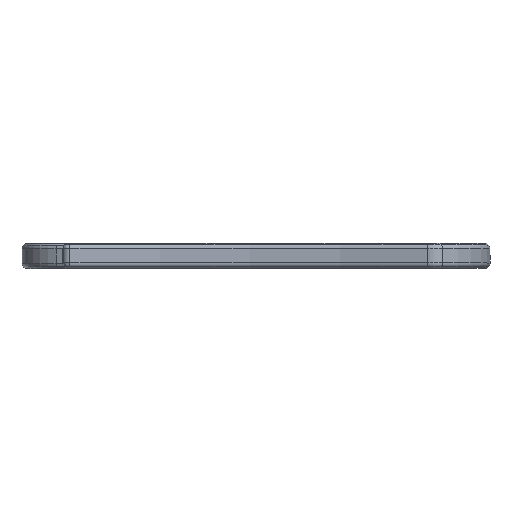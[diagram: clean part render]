
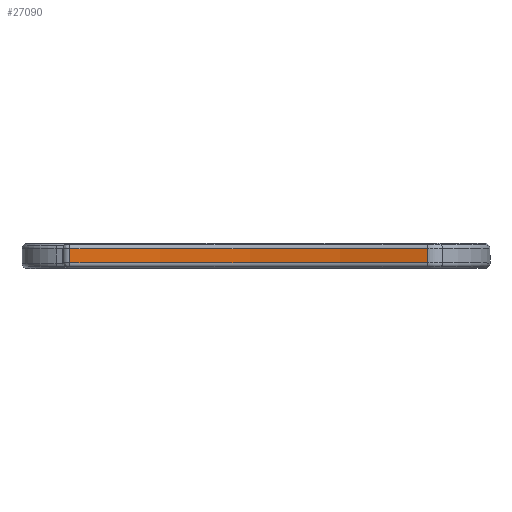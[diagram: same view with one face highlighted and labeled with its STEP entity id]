
A CAD part, top view. The second image highlights one B-rep face of the part: STEP entity #27090.
In plain terms, the highlighted cylindrical face has radius 287.356 mm (diameter 574.711 mm), a partial arc.
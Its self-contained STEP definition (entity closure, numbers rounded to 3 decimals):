
#1343=CYLINDRICAL_SURFACE('',#30022,287.356);
#2813=CIRCLE('',#29994,287.356);
#2831=CIRCLE('',#30023,287.356);
#4792=FACE_OUTER_BOUND('',#6446,.T.);
#6446=EDGE_LOOP('',(#25145,#25146,#25147,#25148));
#7961=LINE('',#53812,#9461);
#7962=LINE('',#53816,#9462);
#9461=VECTOR('',#37311,10.);
#9462=VECTOR('',#37316,10.);
#12900=VERTEX_POINT('',#53763);
#12902=VERTEX_POINT('',#53769);
#12913=VERTEX_POINT('',#53811);
#12914=VERTEX_POINT('',#53815);
#16983=EDGE_CURVE('',#12900,#12902,#2813,.T.);
#17004=EDGE_CURVE('',#12913,#12902,#7961,.T.);
#17006=EDGE_CURVE('',#12914,#12900,#7962,.T.);
#17007=EDGE_CURVE('',#12913,#12914,#2831,.T.);
#25145=ORIENTED_EDGE('',*,*,#16983,.F.);
#25146=ORIENTED_EDGE('',*,*,#17006,.F.);
#25147=ORIENTED_EDGE('',*,*,#17007,.F.);
#25148=ORIENTED_EDGE('',*,*,#17004,.T.);
#27090=ADVANCED_FACE('',(#4792),#1343,.F.);
#29994=AXIS2_PLACEMENT_3D('',#53770,#37253,#37254);
#30022=AXIS2_PLACEMENT_3D('',#53814,#37314,#37315);
#30023=AXIS2_PLACEMENT_3D('',#53817,#37317,#37318);
#37253=DIRECTION('center_axis',(0.,-1.,0.));
#37254=DIRECTION('ref_axis',(0.069,0.,-0.998));
#37311=DIRECTION('',(0.,1.,0.));
#37314=DIRECTION('center_axis',(0.,1.,0.));
#37315=DIRECTION('ref_axis',(0.267,0.,-0.964));
#37316=DIRECTION('',(0.,1.,0.));
#37317=DIRECTION('center_axis',(0.,1.,0.));
#37318=DIRECTION('ref_axis',(0.069,0.,-0.998));
#53763=CARTESIAN_POINT('',(-34.122,6.293,27.022));
#53769=CARTESIAN_POINT('',(80.951,6.293,34.924));
#53770=CARTESIAN_POINT('Origin',(4.13,6.293,311.82));
#53811=CARTESIAN_POINT('',(80.951,1.707,34.924));
#53812=CARTESIAN_POINT('',(80.951,0.,34.924));
#53814=CARTESIAN_POINT('Origin',(4.13,0.,311.82));
#53815=CARTESIAN_POINT('',(-34.122,1.707,27.022));
#53816=CARTESIAN_POINT('',(-34.122,0.,27.022));
#53817=CARTESIAN_POINT('Origin',(4.13,1.707,311.82));
